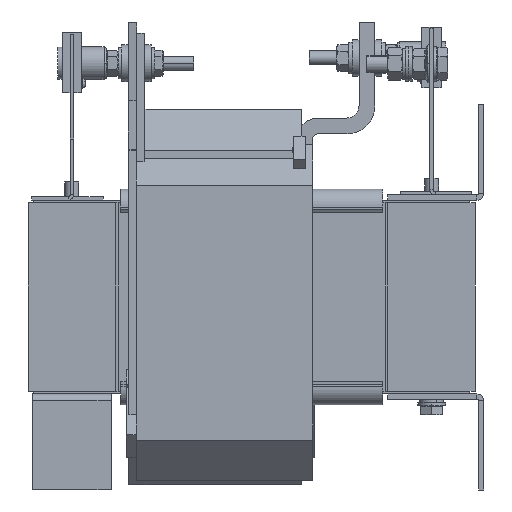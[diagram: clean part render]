
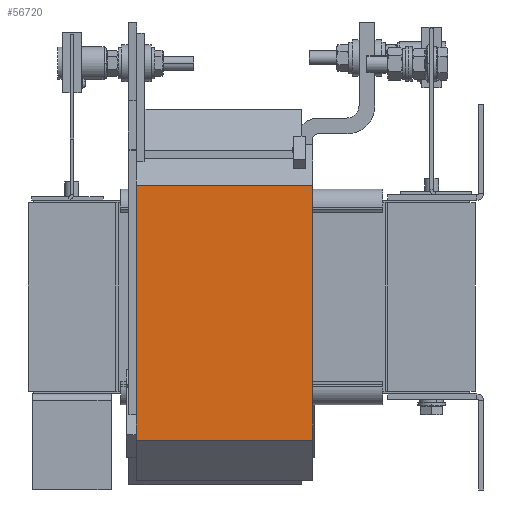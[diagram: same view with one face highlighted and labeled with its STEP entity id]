
A CAD part, left-side view. The second image highlights one B-rep face of the part: STEP entity #56720.
In plain terms, the highlighted planar face has unit normal (-1, 0, 0).
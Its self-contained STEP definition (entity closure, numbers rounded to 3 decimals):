
#228 = CARTESIAN_POINT ( 'NONE',  ( -228., 169.1, -81.9 ) ) ;
#915 = CARTESIAN_POINT ( 'NONE',  ( -228., 68.1, 87.1 ) ) ;
#1265 = VECTOR ( 'NONE', #27034, 1000. ) ;
#1619 = ORIENTED_EDGE ( 'NONE', *, *, #42204, .T. ) ;
#3782 = VECTOR ( 'NONE', #30870, 1000. ) ;
#4249 = CARTESIAN_POINT ( 'NONE',  ( -228., 68.1, -81.9 ) ) ;
#4733 = LINE ( 'NONE', #25448, #3782 ) ;
#5960 = EDGE_CURVE ( 'NONE', #61157, #59744, #50660, .T. ) ;
#8696 = ORIENTED_EDGE ( 'NONE', *, *, #5960, .F. ) ;
#14311 = CARTESIAN_POINT ( 'NONE',  ( -228., 169.1, 87.1 ) ) ;
#14892 = ORIENTED_EDGE ( 'NONE', *, *, #62421, .T. ) ;
#17221 = AXIS2_PLACEMENT_3D ( 'NONE', #915, #57967, #67150 ) ;
#20399 = ORIENTED_EDGE ( 'NONE', *, *, #64845, .T. ) ;
#22009 = VECTOR ( 'NONE', #65616, 1000. ) ;
#25448 = CARTESIAN_POINT ( 'NONE',  ( -228., 68.1, 64.1 ) ) ;
#26716 = CARTESIAN_POINT ( 'NONE',  ( -228., 68.1, 87.1 ) ) ;
#27034 = DIRECTION ( 'NONE',  ( 0., 0., 1. ) ) ;
#27355 = CARTESIAN_POINT ( 'NONE',  ( -228., 68.1, 64.1 ) ) ;
#27719 = LINE ( 'NONE', #26716, #1265 ) ;
#28375 = EDGE_LOOP ( 'NONE', ( #8696, #1619, #14892, #20399 ) ) ;
#30870 = DIRECTION ( 'NONE',  ( 0., 1., 0. ) ) ;
#38237 = VECTOR ( 'NONE', #49420, 1000. ) ;
#41994 = PLANE ( 'NONE',  #17221 ) ;
#42204 = EDGE_CURVE ( 'NONE', #61157, #46862, #56423, .T. ) ;
#45801 = CARTESIAN_POINT ( 'NONE',  ( -228., 169.1, 64.1 ) ) ;
#46862 = VERTEX_POINT ( 'NONE', #4249 ) ;
#48504 = VERTEX_POINT ( 'NONE', #27355 ) ;
#49420 = DIRECTION ( 'NONE',  ( 0., -1., 0. ) ) ;
#50660 = LINE ( 'NONE', #14311, #22009 ) ;
#51539 = FACE_OUTER_BOUND ( 'NONE', #28375, .T. ) ;
#54505 = CARTESIAN_POINT ( 'NONE',  ( -228., 68.1, -81.9 ) ) ;
#56423 = LINE ( 'NONE', #54505, #38237 ) ;
#56720 = ADVANCED_FACE ( 'NONE', ( #51539 ), #41994, .T. ) ;
#57967 = DIRECTION ( 'NONE',  ( -1., 0., 0. ) ) ;
#59744 = VERTEX_POINT ( 'NONE', #45801 ) ;
#61157 = VERTEX_POINT ( 'NONE', #228 ) ;
#62421 = EDGE_CURVE ( 'NONE', #46862, #48504, #27719, .T. ) ;
#64845 = EDGE_CURVE ( 'NONE', #48504, #59744, #4733, .T. ) ;
#65616 = DIRECTION ( 'NONE',  ( 0., 0., 1. ) ) ;
#67150 = DIRECTION ( 'NONE',  ( 0., 1., 0. ) ) ;
